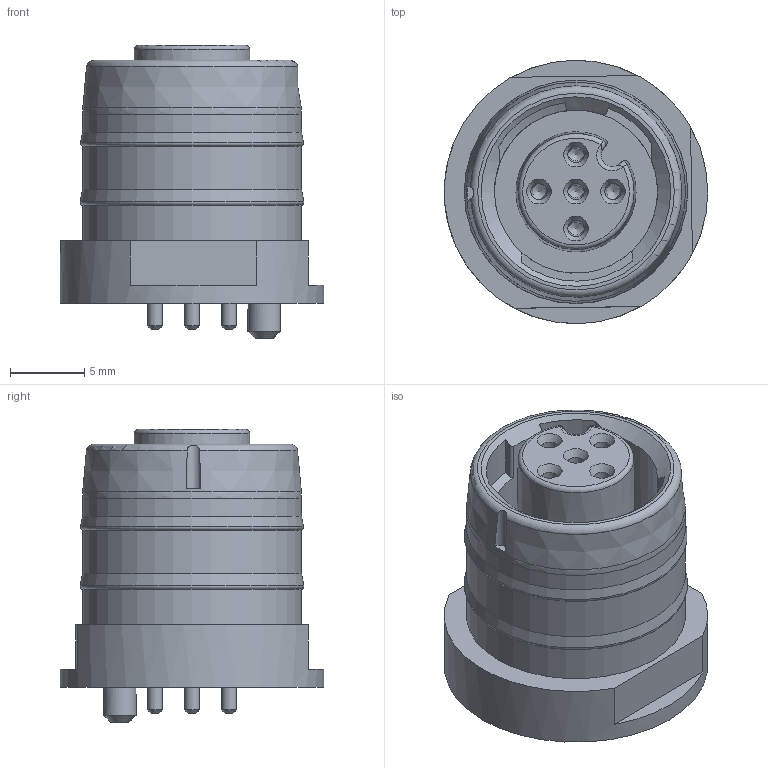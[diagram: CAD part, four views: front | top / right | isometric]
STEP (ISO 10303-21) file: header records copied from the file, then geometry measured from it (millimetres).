
FILE_DESCRIPTION( ( 'STEP AP214' ), '1' );
FILE_NAME( 'psolqas16520362727.stp', ' ', ( ' ' ), ( ' ' ), 'PSStep 15.0.47', 'PARTsolutions', ' ' );
FILE_SCHEMA( ( 'AUTOMOTIVE_DESIGN { 1 0 10303 214 1 1 1 1 }' ) );
Length unit declared in the file: metre
Products named in the file (1): 1528280
Bounding box: 17.8 x 17.8 x 19.8 mm (x, y, z)
Volume: 2671.9 mm3; surface area: 1972.4 mm2
Topology: 1 solids, 1 shells, 153 faces, 384 edges, 255 vertices
Faces by surface type: plane 55, cylinder 55, cone 21, torus 15, bspline 7
Full cylindrical faces by diameter (mm): 0.434 x1, 1 x5, 1.1 x5, 2.2 x1, 11.017 x1, 14.8 x3, 17.8 x1
Entity records: 10057 total; most frequent: CARTESIAN_POINT 6719, DIRECTION 672, ORIENTED_EDGE 638, EDGE_CURVE 319, AXIS2_PLACEMENT_3D 290, VERTEX_POINT 240, EDGE_LOOP 218, FACE_OUTER_BOUND 174
